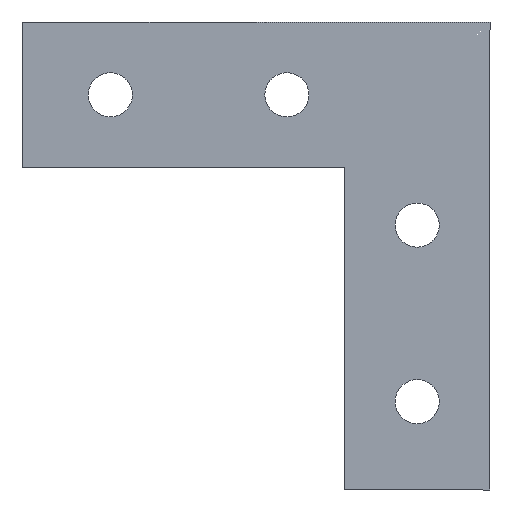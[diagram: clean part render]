
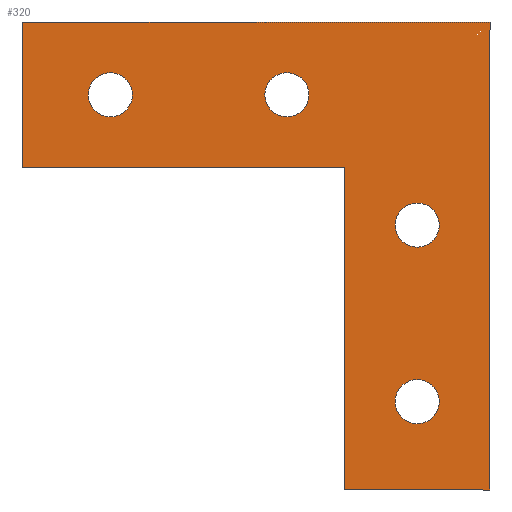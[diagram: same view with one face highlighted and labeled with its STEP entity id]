
A CAD part, front view. The second image highlights one B-rep face of the part: STEP entity #320.
In plain terms, the highlighted planar face has unit normal (0, -1, 0).
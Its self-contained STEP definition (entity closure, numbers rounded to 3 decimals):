
#25 = EDGE_CURVE ( 'NONE', #382, #345, #489, .T. ) ;
#27 = AXIS2_PLACEMENT_3D ( 'NONE', #169, #171, #161 ) ;
#47 = EDGE_CURVE ( 'NONE', #347, #334, #479, .T. ) ;
#48 = AXIS2_PLACEMENT_3D ( 'NONE', #223, #221, #220 ) ;
#49 = AXIS2_PLACEMENT_3D ( 'NONE', #228, #226, #225 ) ;
#50 = AXIS2_PLACEMENT_3D ( 'NONE', #235, #233, #231 ) ;
#56 = AXIS2_PLACEMENT_3D ( 'NONE', #284, #283, #282 ) ;
#57 = AXIS2_PLACEMENT_3D ( 'NONE', #294, #293, #290 ) ;
#58 = AXIS2_PLACEMENT_3D ( 'NONE', #117, #305, #303 ) ;
#61 = AXIS2_PLACEMENT_3D ( 'NONE', #254, #253, #251 ) ;
#64 = AXIS2_PLACEMENT_3D ( 'NONE', #304, #299, #295 ) ;
#65 = EDGE_CURVE ( 'NONE', #324, #348, #474, .T. ) ;
#70 = EDGE_CURVE ( 'NONE', #348, #342, #466, .T. ) ;
#73 = EDGE_CURVE ( 'NONE', #342, #330, #460, .T. ) ;
#76 = EDGE_CURVE ( 'NONE', #345, #382, #454, .T. ) ;
#78 = EDGE_CURVE ( 'NONE', #330, #332, #451, .T. ) ;
#79 = EDGE_CURVE ( 'NONE', #350, #331, #449, .T. ) ;
#81 = EDGE_CURVE ( 'NONE', #337, #349, #447, .T. ) ;
#85 = EDGE_CURVE ( 'NONE', #332, #346, #439, .T. ) ;
#88 = EDGE_CURVE ( 'NONE', #346, #324, #433, .T. ) ;
#94 = EDGE_CURVE ( 'NONE', #349, #337, #424, .T. ) ;
#95 = EDGE_CURVE ( 'NONE', #334, #347, #423, .T. ) ;
#96 = EDGE_CURVE ( 'NONE', #331, #350, #422, .T. ) ;
#117 = CARTESIAN_POINT ( 'NONE',  ( -8.25, 0., -43. ) ) ;
#123 = CARTESIAN_POINT ( 'NONE',  ( -8.25, 0., -40.5 ) ) ;
#125 = CARTESIAN_POINT ( 'NONE',  ( -8.25, 0., -25.5 ) ) ;
#126 = CARTESIAN_POINT ( 'NONE',  ( -43., 0., -5.75 ) ) ;
#127 = CARTESIAN_POINT ( 'NONE',  ( 0., 0., -53. ) ) ;
#128 = CARTESIAN_POINT ( 'NONE',  ( -23., 0., -10.75 ) ) ;
#129 = CARTESIAN_POINT ( 'NONE',  ( -53., 0., 0. ) ) ;
#130 = CARTESIAN_POINT ( 'NONE',  ( -8.25, 0., -45.5 ) ) ;
#133 = CARTESIAN_POINT ( 'NONE',  ( -16.5, 0., -53. ) ) ;
#138 = CARTESIAN_POINT ( 'NONE',  ( -43., 0., -10.75 ) ) ;
#141 = CARTESIAN_POINT ( 'NONE',  ( -23., 0., -5.75 ) ) ;
#143 = CARTESIAN_POINT ( 'NONE',  ( -16.5, 0., -16.5 ) ) ;
#148 = CARTESIAN_POINT ( 'NONE',  ( 0., 0., 0. ) ) ;
#150 = CARTESIAN_POINT ( 'NONE',  ( -53., 0., -16.5 ) ) ;
#152 = CARTESIAN_POINT ( 'NONE',  ( -8.25, 0., -20.5 ) ) ;
#161 = DIRECTION ( 'NONE',  ( 0., 0., 1. ) ) ;
#166 = DIRECTION ( 'NONE',  ( 0., 0., 1. ) ) ;
#167 = PLANE ( 'NONE',  #27 ) ;
#169 = CARTESIAN_POINT ( 'NONE',  ( 0., 0., -53. ) ) ;
#171 = DIRECTION ( 'NONE',  ( 0., 1., 0. ) ) ;
#173 = CARTESIAN_POINT ( 'NONE',  ( -16.5, 0., -16.5 ) ) ;
#194 = DIRECTION ( 'NONE',  ( -1., 0., 0. ) ) ;
#201 = CARTESIAN_POINT ( 'NONE',  ( -16.5, 0., -53. ) ) ;
#220 = DIRECTION ( 'NONE',  ( 0., 0., 1. ) ) ;
#221 = DIRECTION ( 'NONE',  ( 0., 1., 0. ) ) ;
#223 = CARTESIAN_POINT ( 'NONE',  ( -8.25, 0., -23. ) ) ;
#225 = DIRECTION ( 'NONE',  ( 0., 0., 1. ) ) ;
#226 = DIRECTION ( 'NONE',  ( 0., 1., 0. ) ) ;
#228 = CARTESIAN_POINT ( 'NONE',  ( -23., 0., -8.25 ) ) ;
#231 = DIRECTION ( 'NONE',  ( 0., 0., 1. ) ) ;
#233 = DIRECTION ( 'NONE',  ( 0., 1., 0. ) ) ;
#235 = CARTESIAN_POINT ( 'NONE',  ( -43., 0., -8.25 ) ) ;
#251 = DIRECTION ( 'NONE',  ( 0., 0., 1. ) ) ;
#253 = DIRECTION ( 'NONE',  ( 0., 1., 0. ) ) ;
#254 = CARTESIAN_POINT ( 'NONE',  ( -23., 0., -8.25 ) ) ;
#259 = DIRECTION ( 'NONE',  ( 0., 0., -1. ) ) ;
#260 = CARTESIAN_POINT ( 'NONE',  ( 0., 0., -53. ) ) ;
#264 = DIRECTION ( 'NONE',  ( 1., 0., 0. ) ) ;
#265 = CARTESIAN_POINT ( 'NONE',  ( 0., 0., 0. ) ) ;
#271 = DIRECTION ( 'NONE',  ( 0., 0., 1. ) ) ;
#273 = CARTESIAN_POINT ( 'NONE',  ( -53., 0., 0. ) ) ;
#282 = DIRECTION ( 'NONE',  ( 0., 0., 1. ) ) ;
#283 = DIRECTION ( 'NONE',  ( 0., 1., 0. ) ) ;
#284 = CARTESIAN_POINT ( 'NONE',  ( -43., 0., -8.25 ) ) ;
#290 = DIRECTION ( 'NONE',  ( 0., 0., 1. ) ) ;
#293 = DIRECTION ( 'NONE',  ( 0., 1., 0. ) ) ;
#294 = CARTESIAN_POINT ( 'NONE',  ( -8.25, 0., -23. ) ) ;
#295 = DIRECTION ( 'NONE',  ( 0., 0., 1. ) ) ;
#299 = DIRECTION ( 'NONE',  ( 0., 1., 0. ) ) ;
#300 = DIRECTION ( 'NONE',  ( -1., 0., 0. ) ) ;
#301 = CARTESIAN_POINT ( 'NONE',  ( -53., 0., -16.5 ) ) ;
#303 = DIRECTION ( 'NONE',  ( 0., 0., 1. ) ) ;
#304 = CARTESIAN_POINT ( 'NONE',  ( -8.25, 0., -43. ) ) ;
#305 = DIRECTION ( 'NONE',  ( 0., 1., 0. ) ) ;
#320 = ADVANCED_FACE ( 'NONE', ( #401, #397, #400, #398, #399 ), #167, .F. ) ;
#324 = VERTEX_POINT ( 'NONE', #148 ) ;
#330 = VERTEX_POINT ( 'NONE', #143 ) ;
#331 = VERTEX_POINT ( 'NONE', #152 ) ;
#332 = VERTEX_POINT ( 'NONE', #150 ) ;
#334 = VERTEX_POINT ( 'NONE', #141 ) ;
#337 = VERTEX_POINT ( 'NONE', #138 ) ;
#342 = VERTEX_POINT ( 'NONE', #133 ) ;
#345 = VERTEX_POINT ( 'NONE', #130 ) ;
#346 = VERTEX_POINT ( 'NONE', #129 ) ;
#347 = VERTEX_POINT ( 'NONE', #128 ) ;
#348 = VERTEX_POINT ( 'NONE', #127 ) ;
#349 = VERTEX_POINT ( 'NONE', #126 ) ;
#350 = VERTEX_POINT ( 'NONE', #125 ) ;
#382 = VERTEX_POINT ( 'NONE', #123 ) ;
#397 = FACE_BOUND ( 'NONE', #565, .T. ) ;
#398 = FACE_BOUND ( 'NONE', #564, .T. ) ;
#399 = FACE_OUTER_BOUND ( 'NONE', #567, .T. ) ;
#400 = FACE_BOUND ( 'NONE', #566, .T. ) ;
#401 = FACE_BOUND ( 'NONE', #558, .T. ) ;
#422 = CIRCLE ( 'NONE', #48, 2.5 ) ;
#423 = CIRCLE ( 'NONE', #49, 2.5 ) ;
#424 = CIRCLE ( 'NONE', #50, 2.5 ) ;
#430 = VECTOR ( 'NONE', #264, 1000. ) ;
#433 = LINE ( 'NONE', #265, #430 ) ;
#436 = VECTOR ( 'NONE', #271, 1000. ) ;
#439 = LINE ( 'NONE', #273, #436 ) ;
#447 = CIRCLE ( 'NONE', #56, 2.5 ) ;
#448 = VECTOR ( 'NONE', #300, 1000. ) ;
#449 = CIRCLE ( 'NONE', #57, 2.5 ) ;
#451 = LINE ( 'NONE', #301, #448 ) ;
#454 = CIRCLE ( 'NONE', #58, 2.5 ) ;
#457 = VECTOR ( 'NONE', #166, 1000. ) ;
#460 = LINE ( 'NONE', #173, #457 ) ;
#463 = VECTOR ( 'NONE', #194, 1000. ) ;
#466 = LINE ( 'NONE', #201, #463 ) ;
#472 = VECTOR ( 'NONE', #259, 1000. ) ;
#474 = LINE ( 'NONE', #260, #472 ) ;
#479 = CIRCLE ( 'NONE', #61, 2.5 ) ;
#489 = CIRCLE ( 'NONE', #64, 2.5 ) ;
#509 = ORIENTED_EDGE ( 'NONE', *, *, #94, .T. ) ;
#510 = ORIENTED_EDGE ( 'NONE', *, *, #81, .T. ) ;
#511 = ORIENTED_EDGE ( 'NONE', *, *, #95, .T. ) ;
#512 = ORIENTED_EDGE ( 'NONE', *, *, #47, .T. ) ;
#513 = ORIENTED_EDGE ( 'NONE', *, *, #96, .T. ) ;
#514 = ORIENTED_EDGE ( 'NONE', *, *, #79, .T. ) ;
#515 = ORIENTED_EDGE ( 'NONE', *, *, #25, .T. ) ;
#516 = ORIENTED_EDGE ( 'NONE', *, *, #76, .T. ) ;
#517 = ORIENTED_EDGE ( 'NONE', *, *, #65, .F. ) ;
#518 = ORIENTED_EDGE ( 'NONE', *, *, #88, .F. ) ;
#519 = ORIENTED_EDGE ( 'NONE', *, *, #85, .F. ) ;
#520 = ORIENTED_EDGE ( 'NONE', *, *, #78, .F. ) ;
#521 = ORIENTED_EDGE ( 'NONE', *, *, #73, .F. ) ;
#522 = ORIENTED_EDGE ( 'NONE', *, *, #70, .F. ) ;
#558 = EDGE_LOOP ( 'NONE', ( #509, #510 ) ) ;
#564 = EDGE_LOOP ( 'NONE', ( #515, #516 ) ) ;
#565 = EDGE_LOOP ( 'NONE', ( #511, #512 ) ) ;
#566 = EDGE_LOOP ( 'NONE', ( #513, #514 ) ) ;
#567 = EDGE_LOOP ( 'NONE', ( #517, #518, #519, #520, #521, #522 ) ) ;
